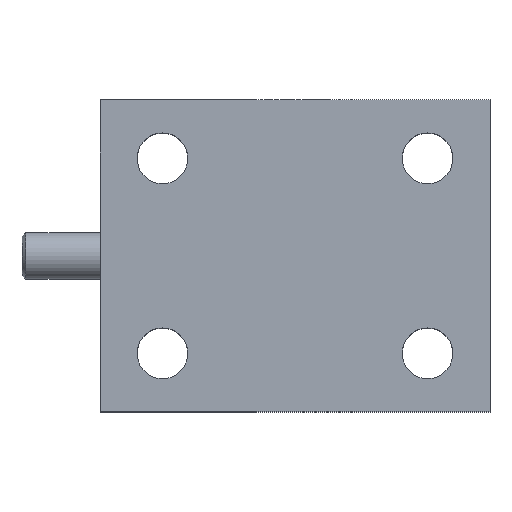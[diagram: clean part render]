
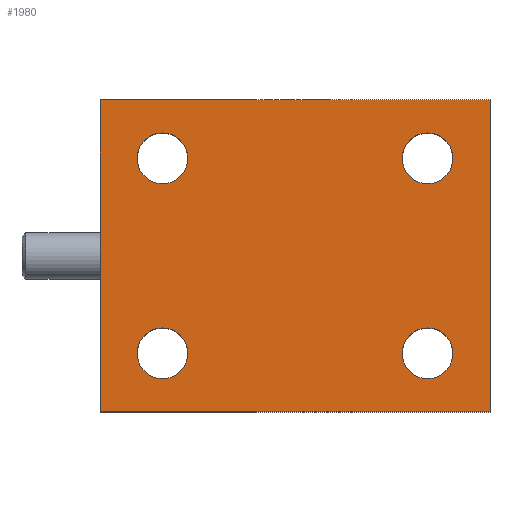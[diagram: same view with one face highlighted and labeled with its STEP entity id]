
A CAD part, top view. The second image highlights one B-rep face of the part: STEP entity #1980.
In plain terms, the highlighted planar face has unit normal (0, 0, 1).
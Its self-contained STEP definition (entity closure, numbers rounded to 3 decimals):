
#1488=CARTESIAN_POINT('',(-13.75,-7.5,25.0));
#1489=VERTEX_POINT('',#1488);
#1490=CARTESIAN_POINT('',(-17.,-7.5,25.0));
#1491=DIRECTION('',(0.0,0.0,-1.0));
#1492=DIRECTION('',(-1.0,0.0,0.0));
#1493=AXIS2_PLACEMENT_3D('',#1490,#1491,#1492);
#1494=CIRCLE('',#1493,3.25);
#1495=EDGE_CURVE('',#1489,#1489,#1494,.T.);
#1556=CARTESIAN_POINT('',(20.25,17.5,25.0));
#1557=VERTEX_POINT('',#1556);
#1558=CARTESIAN_POINT('',(17.0,17.5,25.0));
#1559=DIRECTION('',(0.0,0.0,-1.0));
#1560=DIRECTION('',(-1.0,0.0,0.0));
#1561=AXIS2_PLACEMENT_3D('',#1558,#1559,#1560);
#1562=CIRCLE('',#1561,3.25);
#1563=EDGE_CURVE('',#1557,#1557,#1562,.T.);
#1624=CARTESIAN_POINT('',(-13.75,17.5,25.0));
#1625=VERTEX_POINT('',#1624);
#1626=CARTESIAN_POINT('',(-17.,17.5,25.0));
#1627=DIRECTION('',(0.0,0.0,-1.0));
#1628=DIRECTION('',(-1.0,0.0,0.0));
#1629=AXIS2_PLACEMENT_3D('',#1626,#1627,#1628);
#1630=CIRCLE('',#1629,3.25);
#1631=EDGE_CURVE('',#1625,#1625,#1630,.T.);
#1692=CARTESIAN_POINT('',(20.25,-7.5,25.0));
#1693=VERTEX_POINT('',#1692);
#1694=CARTESIAN_POINT('',(17.,-7.5,25.0));
#1695=DIRECTION('',(0.0,0.0,-1.0));
#1696=DIRECTION('',(-1.0,0.0,0.0));
#1697=AXIS2_PLACEMENT_3D('',#1694,#1695,#1696);
#1698=CIRCLE('',#1697,3.25);
#1699=EDGE_CURVE('',#1693,#1693,#1698,.T.);
#1829=CARTESIAN_POINT('',(25.,25.0,25.0));
#1830=VERTEX_POINT('',#1829);
#1831=CARTESIAN_POINT('',(25.0,-15.,25.0));
#1832=VERTEX_POINT('',#1831);
#1833=CARTESIAN_POINT('',(25.,25.0,25.0));
#1834=DIRECTION('',(0.0,-1.0,0.0));
#1835=VECTOR('',#1834,40.0);
#1836=LINE('',#1833,#1835);
#1837=EDGE_CURVE('',#1830,#1832,#1836,.T.);
#1872=CARTESIAN_POINT('',(-25.,-15.,25.0));
#1873=VERTEX_POINT('',#1872);
#1874=CARTESIAN_POINT('',(25.0,-15.,25.0));
#1875=DIRECTION('',(-1.0,0.0,0.0));
#1876=VECTOR('',#1875,50.0);
#1877=LINE('',#1874,#1876);
#1878=EDGE_CURVE('',#1832,#1873,#1877,.T.);
#1903=CARTESIAN_POINT('',(-25.,25.0,25.0));
#1904=VERTEX_POINT('',#1903);
#1905=CARTESIAN_POINT('',(-25.,-15.,25.0));
#1906=DIRECTION('',(0.0,1.0,0.0));
#1907=VECTOR('',#1906,40.);
#1908=LINE('',#1905,#1907);
#1909=EDGE_CURVE('',#1873,#1904,#1908,.T.);
#1937=CARTESIAN_POINT('',(-25.,25.0,25.0));
#1938=DIRECTION('',(1.0,0.0,0.0));
#1939=VECTOR('',#1938,50.0);
#1940=LINE('',#1937,#1939);
#1941=EDGE_CURVE('',#1904,#1830,#1940,.T.);
#1957=CARTESIAN_POINT('',(0.,5.0,25.0));
#1958=DIRECTION('',(0.0,0.0,1.0));
#1959=DIRECTION('',(1.0,0.0,0.0));
#1960=AXIS2_PLACEMENT_3D('',#1957,#1958,#1959);
#1961=PLANE('',#1960);
#1962=ORIENTED_EDGE('',*,*,#1837,.F.);
#1963=ORIENTED_EDGE('',*,*,#1941,.F.);
#1964=ORIENTED_EDGE('',*,*,#1909,.F.);
#1965=ORIENTED_EDGE('',*,*,#1878,.F.);
#1966=EDGE_LOOP('',(#1962,#1963,#1964,#1965));
#1967=FACE_OUTER_BOUND('',#1966,.T.);
#1968=ORIENTED_EDGE('',*,*,#1495,.T.);
#1969=EDGE_LOOP('',(#1968));
#1970=FACE_BOUND('',#1969,.T.);
#1971=ORIENTED_EDGE('',*,*,#1563,.T.);
#1972=EDGE_LOOP('',(#1971));
#1973=FACE_BOUND('',#1972,.T.);
#1974=ORIENTED_EDGE('',*,*,#1631,.T.);
#1975=EDGE_LOOP('',(#1974));
#1976=FACE_BOUND('',#1975,.T.);
#1977=ORIENTED_EDGE('',*,*,#1699,.T.);
#1978=EDGE_LOOP('',(#1977));
#1979=FACE_BOUND('',#1978,.T.);
#1980=ADVANCED_FACE('',(#1967,#1970,#1973,#1976,#1979),#1961,.T.);
